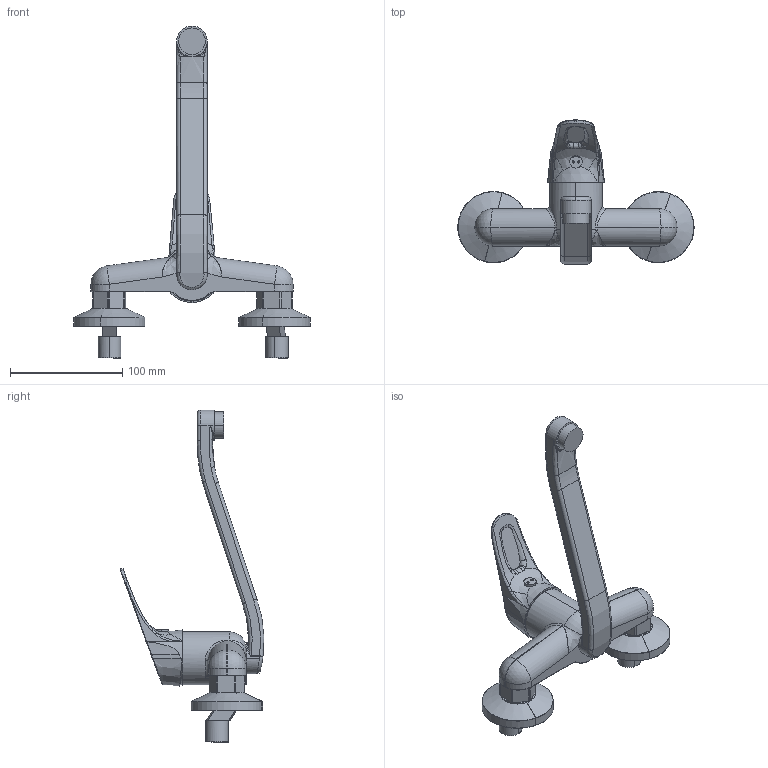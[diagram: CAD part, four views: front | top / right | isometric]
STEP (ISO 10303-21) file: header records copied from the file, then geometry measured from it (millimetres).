
FILE_DESCRIPTION (( 'STEP AP214' ), '1' );
FILE_NAME ('KTC.0011.STEP', '2022-11-24T16:47:20', ( 'Solid' ), ( '' ), 'SwSTEP 2.0', 'SolidWorks 2019', '' );
FILE_SCHEMA (( 'AUTOMOTIVE_DESIGN' ));
Length unit declared in the file: millimetre
Products named in the file (9): distico; Bica giratória- lava-loiça; manipulo; Monocomando lava-loiça à parede com bica; Roseta; espelho-maior; KTC.0011; Part3; Part1..
Assembly tree (11 placements, depth 2):
  KTC.0011
    distico
    espelho-maior  x2
    Part1..  x2
    Part3  x2
    Roseta
    Monocomando lava-loiça à parede com bica
    Bica giratória- lava-loiça
    manipulo
Bounding box: 210.41 x 128.19 x 295.69 mm (x, y, z)
Volume: 322694.2 mm3; surface area: 104978.4 mm2
Topology: 12 solids, 12 shells, 491 faces, 1207 edges, 732 vertices
Faces by surface type: cylinder 195, bspline 114, plane 111, torus 41, cone 24, sphere 6
Entity records: 27048 total; most frequent: CARTESIAN_POINT 18550, ORIENTED_EDGE 1880, DIRECTION 1426, EDGE_CURVE 940, AXIS2_PLACEMENT_3D 581, VERTEX_POINT 576, EDGE_LOOP 406, FACE_OUTER_BOUND 390
